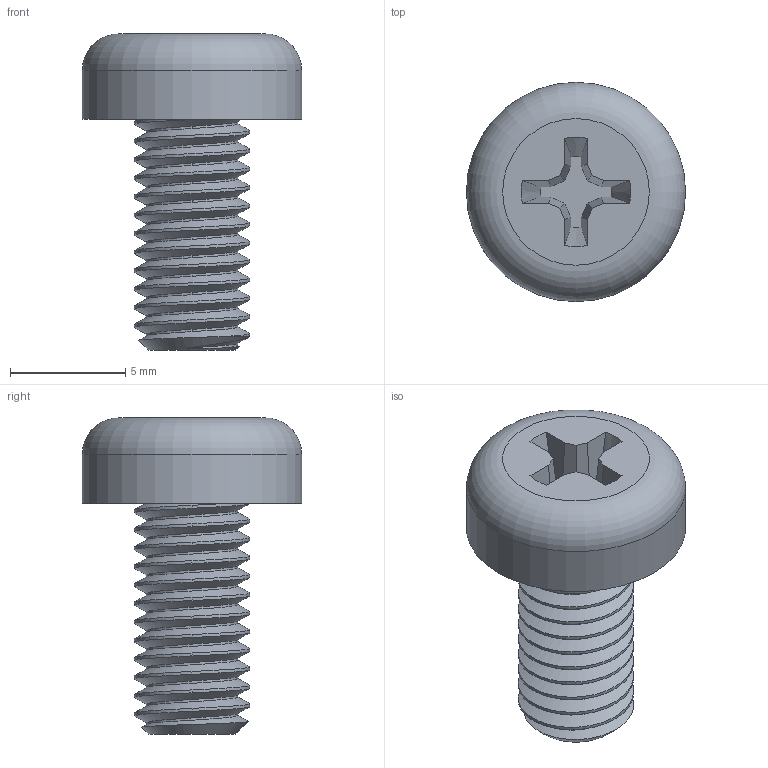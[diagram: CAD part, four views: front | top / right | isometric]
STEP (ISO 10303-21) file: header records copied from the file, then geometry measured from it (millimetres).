
FILE_DESCRIPTION(/* description */ ('STEP AP203'),/* implementation_level */ '2;1');
FILE_NAME(/* name */ 'screws_10mm_m5x0.8_ext.stp',/* time_stamp */ '2022-12-09T16:32:28+01:00',/* author */ ('Rik Ubaghs'),/* organization */ ('Microsoft'),/* preprocessor_version */ 'ST-DEVELOPER v18.1',/* originating_system */ 'Autodesk Inventor 2021',/* authorisation */ '');
FILE_SCHEMA (('AUTOMOTIVE_DESIGN { 1 0 10303 214 3 1 1 }'));
Length unit declared in the file: millimetre
Products named in the file (1): Bolts_10mm_M5x0.8_ext
Bounding box: 9.5 x 9.5 x 13.7 mm (x, y, z)
Volume: 387.9 mm3; surface area: 511.3 mm2
Topology: 1 solids, 1 shells, 56 faces, 160 edges, 108 vertices
Faces by surface type: cylinder 28, plane 20, cone 5, bspline 2, torus 1
Full cylindrical faces by diameter (mm): 3.968 x12, 5 x11, 9.5 x1
Entity records: 5815 total; most frequent: CARTESIAN_POINT 4455, ORIENTED_EDGE 320, DIRECTION 227, EDGE_CURVE 160, VERTEX_POINT 108, AXIS2_PLACEMENT_3D 78, LINE 71, VECTOR 71
